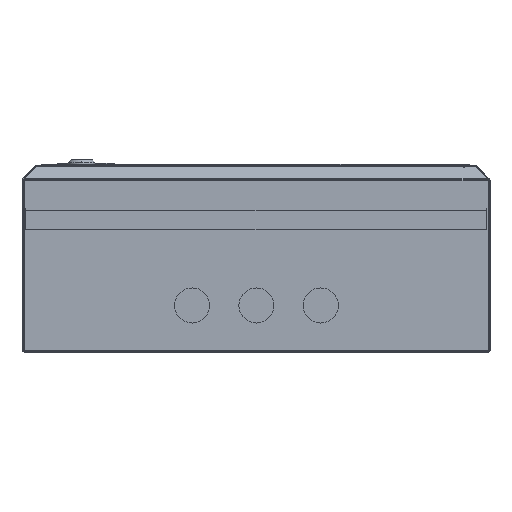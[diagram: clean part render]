
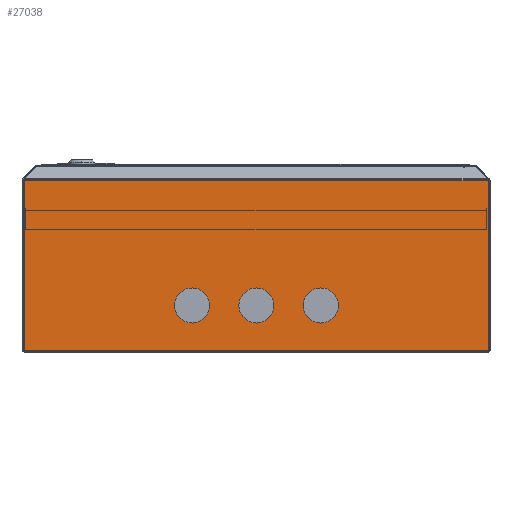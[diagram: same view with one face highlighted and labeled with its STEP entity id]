
A CAD part, front view. The second image highlights one B-rep face of the part: STEP entity #27038.
In plain terms, the highlighted planar face has unit normal (0, -1, 0).
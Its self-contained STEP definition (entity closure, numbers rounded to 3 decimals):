
#103 = AXIS2_PLACEMENT_3D ( 'NONE', #19871, #43614, #23278 ) ;
#237 = DIRECTION ( 'NONE',  ( 0., -1., 0. ) ) ;
#468 = LINE ( 'NONE', #7813, #35486 ) ;
#736 = LINE ( 'NONE', #28222, #17694 ) ;
#1114 = ORIENTED_EDGE ( 'NONE', *, *, #16853, .T. ) ;
#1133 = DIRECTION ( 'NONE',  ( -1., 0., 0. ) ) ;
#1239 = DIRECTION ( 'NONE',  ( -1., 0., 0. ) ) ;
#1413 = FACE_BOUND ( 'NONE', #4386, .T. ) ;
#1496 = CARTESIAN_POINT ( 'NONE',  ( -1.7, 0., 145.4 ) ) ;
#2666 = CARTESIAN_POINT ( 'NONE',  ( -254.65, 0., 38.3 ) ) ;
#3049 = DIRECTION ( 'NONE',  ( 0., 0., -1. ) ) ;
#3517 = DIRECTION ( 'NONE',  ( 0., -1., 0. ) ) ;
#3563 = ORIENTED_EDGE ( 'NONE', *, *, #31554, .F. ) ;
#4128 = CARTESIAN_POINT ( 'NONE',  ( -184.65, 0., 38.3 ) ) ;
#4386 = EDGE_LOOP ( 'NONE', ( #24102, #3563 ) ) ;
#4438 = AXIS2_PLACEMENT_3D ( 'NONE', #23819, #3517, #27239 ) ;
#5321 = ORIENTED_EDGE ( 'NONE', *, *, #13456, .T. ) ;
#5767 = VERTEX_POINT ( 'NONE', #15021 ) ;
#5882 = CARTESIAN_POINT ( 'NONE',  ( -269.65, 0., 38.3 ) ) ;
#6072 = DIRECTION ( 'NONE',  ( -1., 0., 0. ) ) ;
#7813 = CARTESIAN_POINT ( 'NONE',  ( 0., 0., 145.4 ) ) ;
#9044 = ORIENTED_EDGE ( 'NONE', *, *, #32829, .F. ) ;
#9369 = FACE_OUTER_BOUND ( 'NONE', #17745, .T. ) ;
#9934 = CIRCLE ( 'NONE', #23694, 15. ) ;
#10747 = VERTEX_POINT ( 'NONE', #37620 ) ;
#10803 = VERTEX_POINT ( 'NONE', #4128 ) ;
#10981 = DIRECTION ( 'NONE',  ( 0., -1., 0. ) ) ;
#11337 = DIRECTION ( 'NONE',  ( -1., 0., 0. ) ) ;
#12294 = CARTESIAN_POINT ( 'NONE',  ( -214.65, 0., 38.3 ) ) ;
#12855 = CARTESIAN_POINT ( 'NONE',  ( -159.65, 0., 38.3 ) ) ;
#13131 = CARTESIAN_POINT ( 'NONE',  ( -1.7, 0., 145.4 ) ) ;
#13456 = EDGE_CURVE ( 'NONE', #21300, #31921, #468, .T. ) ;
#14644 = DIRECTION ( 'NONE',  ( 0., -1., 0. ) ) ;
#14767 = CIRCLE ( 'NONE', #18506, 15. ) ;
#15021 = CARTESIAN_POINT ( 'NONE',  ( -397.6, 0., 0. ) ) ;
#15952 = EDGE_CURVE ( 'NONE', #32860, #21902, #30009, .T. ) ;
#16853 = EDGE_CURVE ( 'NONE', #31921, #5767, #26719, .T. ) ;
#17694 = VECTOR ( 'NONE', #11337, 1000. ) ;
#17745 = EDGE_LOOP ( 'NONE', ( #33124, #29459, #5321, #1114 ) ) ;
#18394 = FACE_BOUND ( 'NONE', #36433, .T. ) ;
#18441 = VERTEX_POINT ( 'NONE', #39478 ) ;
#18506 = AXIS2_PLACEMENT_3D ( 'NONE', #20565, #237, #23959 ) ;
#19871 = CARTESIAN_POINT ( 'NONE',  ( -144.65, 0., 38.3 ) ) ;
#20565 = CARTESIAN_POINT ( 'NONE',  ( -199.65, 0., 38.3 ) ) ;
#21300 = VERTEX_POINT ( 'NONE', #1496 ) ;
#21568 = DIRECTION ( 'NONE',  ( 0., -1., 0. ) ) ;
#21621 = VECTOR ( 'NONE', #3049, 1000. ) ;
#21902 = VERTEX_POINT ( 'NONE', #12855 ) ;
#23278 = DIRECTION ( 'NONE',  ( 1., 0., 0. ) ) ;
#23445 = EDGE_CURVE ( 'NONE', #10803, #42854, #14767, .T. ) ;
#23694 = AXIS2_PLACEMENT_3D ( 'NONE', #31268, #10981, #34668 ) ;
#23819 = CARTESIAN_POINT ( 'NONE',  ( 0., 0., 145.4 ) ) ;
#23959 = DIRECTION ( 'NONE',  ( 1., 0., 0. ) ) ;
#24052 = CIRCLE ( 'NONE', #31906, 15. ) ;
#24102 = ORIENTED_EDGE ( 'NONE', *, *, #15952, .F. ) ;
#25100 = ORIENTED_EDGE ( 'NONE', *, *, #32154, .F. ) ;
#25729 = CARTESIAN_POINT ( 'NONE',  ( -397.6, 0., 145.4 ) ) ;
#26103 = ORIENTED_EDGE ( 'NONE', *, *, #26197, .F. ) ;
#26197 = EDGE_CURVE ( 'NONE', #42854, #10803, #9934, .T. ) ;
#26373 = DIRECTION ( 'NONE',  ( 0., -1., 0. ) ) ;
#26426 = EDGE_LOOP ( 'NONE', ( #9044, #25100 ) ) ;
#26719 = LINE ( 'NONE', #25729, #43711 ) ;
#27038 = ADVANCED_FACE ( 'NONE', ( #36426, #1413, #18394, #9369 ), #40701, .T. ) ;
#27239 = DIRECTION ( 'NONE',  ( 1., 0., 0. ) ) ;
#28222 = CARTESIAN_POINT ( 'NONE',  ( 0., 0., 0. ) ) ;
#29459 = ORIENTED_EDGE ( 'NONE', *, *, #41513, .F. ) ;
#30009 = CIRCLE ( 'NONE', #103, 15. ) ;
#30330 = CARTESIAN_POINT ( 'NONE',  ( -397.6, 0., 145.4 ) ) ;
#30619 = LINE ( 'NONE', #13131, #21621 ) ;
#31268 = CARTESIAN_POINT ( 'NONE',  ( -199.65, 0., 38.3 ) ) ;
#31554 = EDGE_CURVE ( 'NONE', #21902, #32860, #41619, .T. ) ;
#31906 = AXIS2_PLACEMENT_3D ( 'NONE', #2666, #26373, #6072 ) ;
#31921 = VERTEX_POINT ( 'NONE', #30330 ) ;
#32154 = EDGE_CURVE ( 'NONE', #42925, #18441, #41627, .T. ) ;
#32542 = DIRECTION ( 'NONE',  ( 0., 0., -1. ) ) ;
#32588 = EDGE_CURVE ( 'NONE', #10747, #5767, #736, .T. ) ;
#32829 = EDGE_CURVE ( 'NONE', #18441, #42925, #24052, .T. ) ;
#32860 = VERTEX_POINT ( 'NONE', #39994 ) ;
#33124 = ORIENTED_EDGE ( 'NONE', *, *, #32588, .F. ) ;
#33833 = AXIS2_PLACEMENT_3D ( 'NONE', #34968, #14644, #38334 ) ;
#34668 = DIRECTION ( 'NONE',  ( 1., 0., 0. ) ) ;
#34968 = CARTESIAN_POINT ( 'NONE',  ( -144.65, 0., 38.3 ) ) ;
#35486 = VECTOR ( 'NONE', #1133, 1000. ) ;
#36426 = FACE_BOUND ( 'NONE', #26426, .T. ) ;
#36433 = EDGE_LOOP ( 'NONE', ( #41845, #26103 ) ) ;
#37620 = CARTESIAN_POINT ( 'NONE',  ( -1.7, 0., 0. ) ) ;
#38334 = DIRECTION ( 'NONE',  ( 1., 0., 0. ) ) ;
#39478 = CARTESIAN_POINT ( 'NONE',  ( -239.65, 0., 38.3 ) ) ;
#39994 = CARTESIAN_POINT ( 'NONE',  ( -129.65, 0., 38.3 ) ) ;
#40701 = PLANE ( 'NONE',  #4438 ) ;
#41513 = EDGE_CURVE ( 'NONE', #21300, #10747, #30619, .T. ) ;
#41619 = CIRCLE ( 'NONE', #33833, 15. ) ;
#41627 = CIRCLE ( 'NONE', #43546, 15. ) ;
#41845 = ORIENTED_EDGE ( 'NONE', *, *, #23445, .F. ) ;
#41867 = CARTESIAN_POINT ( 'NONE',  ( -254.65, 0., 38.3 ) ) ;
#42854 = VERTEX_POINT ( 'NONE', #12294 ) ;
#42925 = VERTEX_POINT ( 'NONE', #5882 ) ;
#43546 = AXIS2_PLACEMENT_3D ( 'NONE', #41867, #21568, #1239 ) ;
#43614 = DIRECTION ( 'NONE',  ( 0., -1., 0. ) ) ;
#43711 = VECTOR ( 'NONE', #32542, 1000. ) ;
